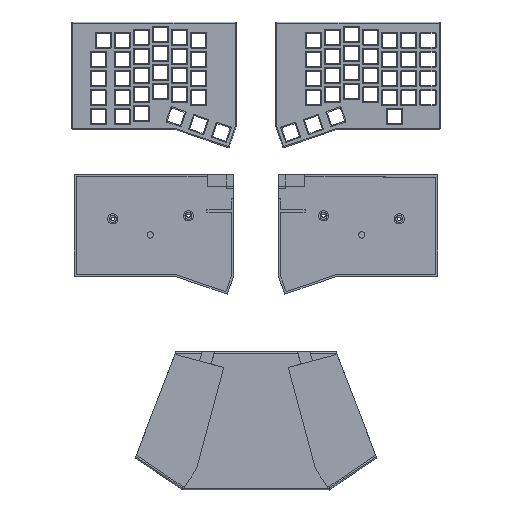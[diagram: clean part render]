
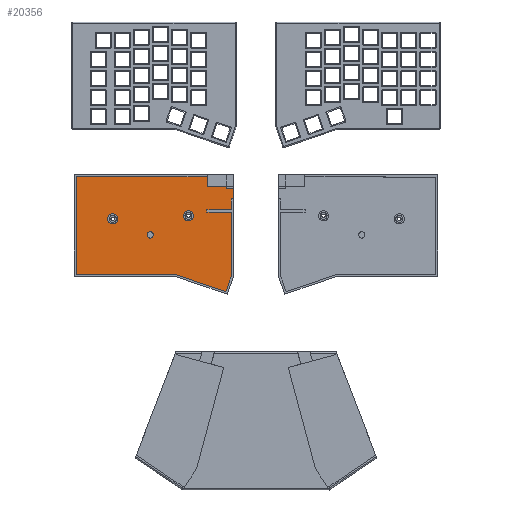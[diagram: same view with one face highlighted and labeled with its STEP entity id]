
A CAD part, top view. The second image highlights one B-rep face of the part: STEP entity #20356.
In plain terms, the highlighted planar face has unit normal (0, 0, 1).
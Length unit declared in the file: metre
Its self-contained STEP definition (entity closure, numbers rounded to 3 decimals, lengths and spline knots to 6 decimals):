
#30=CIRCLE('',#21570,0.003125);
#31=CIRCLE('',#21571,0.005);
#32=CIRCLE('',#21572,0.005);
#1334=ORIENTED_EDGE('',*,*,#7235,.F.);
#1335=ORIENTED_EDGE('',*,*,#7236,.F.);
#1336=ORIENTED_EDGE('',*,*,#7191,.F.);
#1337=ORIENTED_EDGE('',*,*,#7198,.F.);
#1338=ORIENTED_EDGE('',*,*,#7203,.T.);
#1339=ORIENTED_EDGE('',*,*,#7237,.F.);
#1340=ORIENTED_EDGE('',*,*,#7238,.T.);
#1341=ORIENTED_EDGE('',*,*,#7239,.T.);
#1342=ORIENTED_EDGE('',*,*,#7240,.T.);
#1343=ORIENTED_EDGE('',*,*,#7241,.T.);
#1344=ORIENTED_EDGE('',*,*,#7242,.T.);
#1345=ORIENTED_EDGE('',*,*,#7243,.F.);
#1346=ORIENTED_EDGE('',*,*,#7244,.F.);
#1347=ORIENTED_EDGE('',*,*,#7245,.T.);
#1348=ORIENTED_EDGE('',*,*,#7246,.T.);
#1349=ORIENTED_EDGE('',*,*,#7247,.F.);
#1350=ORIENTED_EDGE('',*,*,#7209,.F.);
#1351=ORIENTED_EDGE('',*,*,#7248,.F.);
#1352=ORIENTED_EDGE('',*,*,#7249,.F.);
#7191=EDGE_CURVE('',#10165,#10166,#12199,.T.);
#7198=EDGE_CURVE('',#10171,#10165,#12206,.T.);
#7203=EDGE_CURVE('',#10171,#10175,#12211,.T.);
#7209=EDGE_CURVE('',#10181,#10182,#12217,.T.);
#7235=EDGE_CURVE('',#10199,#10199,#30,.T.);
#7236=EDGE_CURVE('',#10166,#10181,#12239,.T.);
#7237=EDGE_CURVE('',#10200,#10175,#12240,.T.);
#7238=EDGE_CURVE('',#10200,#10201,#12241,.T.);
#7239=EDGE_CURVE('',#10201,#10202,#12242,.T.);
#7240=EDGE_CURVE('',#10202,#10203,#12243,.T.);
#7241=EDGE_CURVE('',#10203,#10204,#12244,.T.);
#7242=EDGE_CURVE('',#10204,#10205,#12245,.T.);
#7243=EDGE_CURVE('',#10206,#10205,#12246,.T.);
#7244=EDGE_CURVE('',#10207,#10206,#12247,.T.);
#7245=EDGE_CURVE('',#10207,#10208,#12248,.T.);
#7246=EDGE_CURVE('',#10208,#10209,#12249,.T.);
#7247=EDGE_CURVE('',#10182,#10209,#12250,.T.);
#7248=EDGE_CURVE('',#10210,#10210,#31,.T.);
#7249=EDGE_CURVE('',#10211,#10211,#32,.T.);
#10165=VERTEX_POINT('',#29531);
#10166=VERTEX_POINT('',#29533);
#10171=VERTEX_POINT('',#29545);
#10175=VERTEX_POINT('',#29555);
#10181=VERTEX_POINT('',#29568);
#10182=VERTEX_POINT('',#29570);
#10199=VERTEX_POINT('',#29620);
#10200=VERTEX_POINT('',#29623);
#10201=VERTEX_POINT('',#29625);
#10202=VERTEX_POINT('',#29627);
#10203=VERTEX_POINT('',#29629);
#10204=VERTEX_POINT('',#29631);
#10205=VERTEX_POINT('',#29633);
#10206=VERTEX_POINT('',#29635);
#10207=VERTEX_POINT('',#29637);
#10208=VERTEX_POINT('',#29639);
#10209=VERTEX_POINT('',#29641);
#10210=VERTEX_POINT('',#29644);
#10211=VERTEX_POINT('',#29646);
#12199=LINE('',#29532,#14499);
#12206=LINE('',#29546,#14506);
#12211=LINE('',#29556,#14511);
#12217=LINE('',#29569,#14517);
#12239=LINE('',#29621,#14539);
#12240=LINE('',#29622,#14540);
#12241=LINE('',#29624,#14541);
#12242=LINE('',#29626,#14542);
#12243=LINE('',#29628,#14543);
#12244=LINE('',#29630,#14544);
#12245=LINE('',#29632,#14545);
#12246=LINE('',#29634,#14546);
#12247=LINE('',#29636,#14547);
#12248=LINE('',#29638,#14548);
#12249=LINE('',#29640,#14549);
#12250=LINE('',#29642,#14550);
#14499=VECTOR('',#23531,1.);
#14506=VECTOR('',#23540,1.);
#14511=VECTOR('',#23547,1.);
#14517=VECTOR('',#23555,1.);
#14539=VECTOR('',#23601,1.);
#14540=VECTOR('',#23602,1.);
#14541=VECTOR('',#23603,1.);
#14542=VECTOR('',#23604,1.);
#14543=VECTOR('',#23605,1.);
#14544=VECTOR('',#23606,1.);
#14545=VECTOR('',#23607,1.);
#14546=VECTOR('',#23608,1.);
#14547=VECTOR('',#23609,1.);
#14548=VECTOR('',#23610,1.);
#14549=VECTOR('',#23611,1.);
#14550=VECTOR('',#23612,1.);
#16770=EDGE_LOOP('',(#1334));
#16771=EDGE_LOOP('',(#1335,#1336,#1337,#1338,#1339,#1340,#1341,#1342,#1343,
#1344,#1345,#1346,#1347,#1348,#1349,#1350));
#16772=EDGE_LOOP('',(#1351));
#16773=EDGE_LOOP('',(#1352));
#18182=FACE_BOUND('',#16770,.T.);
#18183=FACE_BOUND('',#16771,.T.);
#18184=FACE_BOUND('',#16772,.T.);
#18185=FACE_BOUND('',#16773,.T.);
#19578=PLANE('',#21569);
#20356=ADVANCED_FACE('',(#18182,#18183,#18184,#18185),#19578,.T.);
#21569=AXIS2_PLACEMENT_3D('',#29618,#23597,#23598);
#21570=AXIS2_PLACEMENT_3D('',#29619,#23599,#23600);
#21571=AXIS2_PLACEMENT_3D('',#29643,#23613,#23614);
#21572=AXIS2_PLACEMENT_3D('',#29645,#23615,#23616);
#23531=DIRECTION('',(0.,-1.,0.));
#23540=DIRECTION('',(1.,0.,0.));
#23547=DIRECTION('',(0.,1.,0.));
#23555=DIRECTION('',(0.,-1.,0.));
#23597=DIRECTION('',(0.,0.,1.));
#23598=DIRECTION('',(1.,0.,0.));
#23599=DIRECTION('',(0.,0.,1.));
#23600=DIRECTION('',(1.,0.,0.));
#23601=DIRECTION('',(1.,0.,0.));
#23602=DIRECTION('',(1.,0.,0.));
#23603=DIRECTION('',(0.,-1.,0.));
#23604=DIRECTION('',(1.,0.,0.));
#23605=DIRECTION('',(0.946,-0.324,0.));
#23606=DIRECTION('',(0.324,0.946,0.));
#23607=DIRECTION('',(0.,1.,0.));
#23608=DIRECTION('',(1.,0.,0.));
#23609=DIRECTION('',(0.,-1.,0.));
#23610=DIRECTION('',(1.,0.,0.));
#23611=DIRECTION('',(0.,1.,0.));
#23612=DIRECTION('',(-1.,0.,0.));
#23613=DIRECTION('',(0.,0.,1.));
#23614=DIRECTION('',(1.,0.,0.));
#23615=DIRECTION('',(0.,0.,1.));
#23616=DIRECTION('',(1.,0.,0.));
#29531=CARTESIAN_POINT('',(-0.0295,-0.10147,0.));
#29532=CARTESIAN_POINT('',(-0.0295,-0.10272,0.));
#29533=CARTESIAN_POINT('',(-0.0295,-0.10397,0.));
#29545=CARTESIAN_POINT('',(-0.04875,-0.10147,0.));
#29546=CARTESIAN_POINT('',(-0.034903,-0.10147,0.));
#29555=CARTESIAN_POINT('',(-0.04875,-0.09172,0.));
#29556=CARTESIAN_POINT('',(-0.04875,-0.09072,0.));
#29568=CARTESIAN_POINT('',(-0.0225,-0.10397,0.));
#29569=CARTESIAN_POINT('',(-0.0225,-0.15247,0.));
#29570=CARTESIAN_POINT('',(-0.0225,-0.11397,0.));
#29618=CARTESIAN_POINT('',(0.,-0.17083,0.));
#29619=CARTESIAN_POINT('',(-0.1054,-0.14987,0.));
#29620=CARTESIAN_POINT('',(-0.102275,-0.14987,0.));
#29621=CARTESIAN_POINT('',(-0.024111,-0.10397,0.));
#29622=CARTESIAN_POINT('',(-0.174975,-0.09172,0.));
#29623=CARTESIAN_POINT('',(-0.178975,-0.09172,0.));
#29624=CARTESIAN_POINT('',(-0.178975,-0.18497,0.));
#29625=CARTESIAN_POINT('',(-0.178975,-0.18897,0.));
#29626=CARTESIAN_POINT('',(-0.12594,-0.18897,0.));
#29627=CARTESIAN_POINT('',(-0.080904,-0.18897,0.));
#29628=CARTESIAN_POINT('',(-0.033706,-0.205153,0.));
#29629=CARTESIAN_POINT('',(-0.029922,-0.20645,0.));
#29630=CARTESIAN_POINT('',(-0.025914,-0.19476,0.));
#29631=CARTESIAN_POINT('',(-0.0245,-0.190637,0.));
#29632=CARTESIAN_POINT('',(-0.0245,-0.158928,0.));
#29633=CARTESIAN_POINT('',(-0.0245,-0.12722,0.));
#29634=CARTESIAN_POINT('',(-0.036688,-0.12722,0.));
#29635=CARTESIAN_POINT('',(-0.048875,-0.12722,0.));
#29636=CARTESIAN_POINT('',(-0.048875,-0.12597,0.));
#29637=CARTESIAN_POINT('',(-0.048875,-0.12472,0.));
#29638=CARTESIAN_POINT('',(-0.036688,-0.12472,0.));
#29639=CARTESIAN_POINT('',(-0.0245,-0.12472,0.));
#29640=CARTESIAN_POINT('',(-0.0245,-0.119345,0.));
#29641=CARTESIAN_POINT('',(-0.0245,-0.11397,0.));
#29642=CARTESIAN_POINT('',(-0.0235,-0.11397,0.));
#29643=CARTESIAN_POINT('',(-0.0673,-0.13082,0.));
#29644=CARTESIAN_POINT('',(-0.0623,-0.13082,0.));
#29645=CARTESIAN_POINT('',(-0.14285,-0.13382,0.));
#29646=CARTESIAN_POINT('',(-0.13785,-0.13382,0.));
